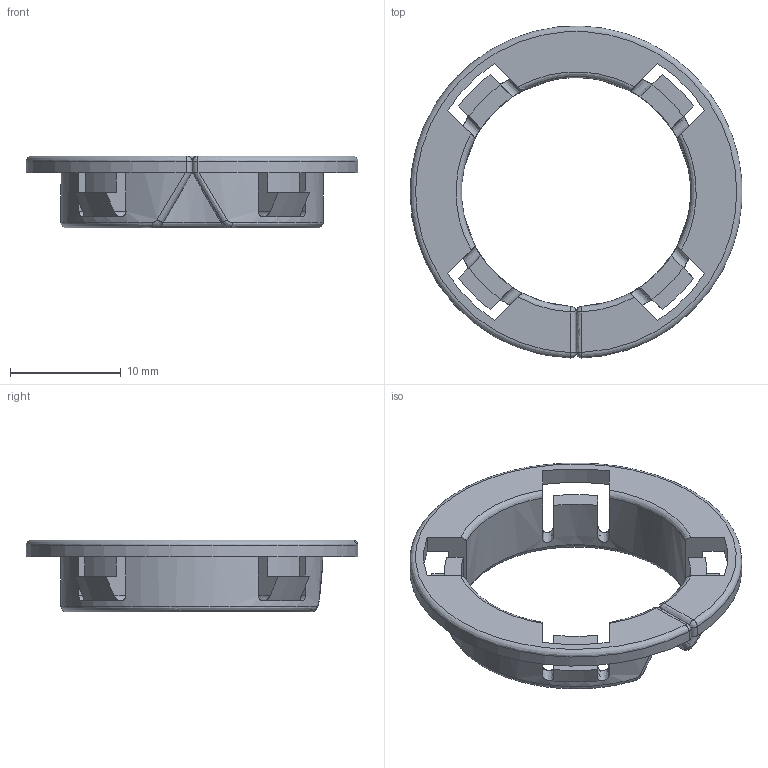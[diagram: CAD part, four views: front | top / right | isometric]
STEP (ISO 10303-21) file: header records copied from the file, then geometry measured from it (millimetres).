
FILE_DESCRIPTION((''),'2;1');
FILE_NAME('','2006-09-08T00:18:23',(''),(''),'','CADfix','');
FILE_SCHEMA(('AUTOMOTIVE_DESIGN'));
Length unit declared in the file: millimetre
Products named in the file (1): grommet
Bounding box: 29.97 x 29.99 x 6.5 mm (x, y, z)
Volume: 891.3 mm3; surface area: 1622.4 mm2
Topology: 1 solids, 1 shells, 82 faces, 246 edges, 158 vertices
Faces by surface type: bspline 82
Entity records: 3848 total; most frequent: CARTESIAN_POINT 2485, ORIENTED_EDGE 492, EDGE_CURVE 246, VERTEX_POINT 158, QUASI_UNIFORM_CURVE 122, EDGE_LOOP 82, FACE_OUTER_BOUND 82, ADVANCED_FACE 82
